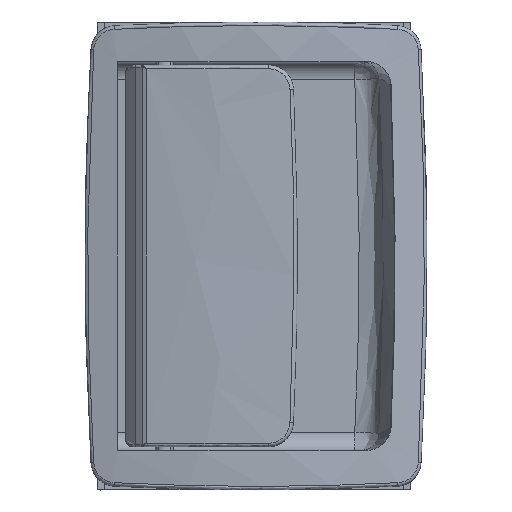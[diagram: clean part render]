
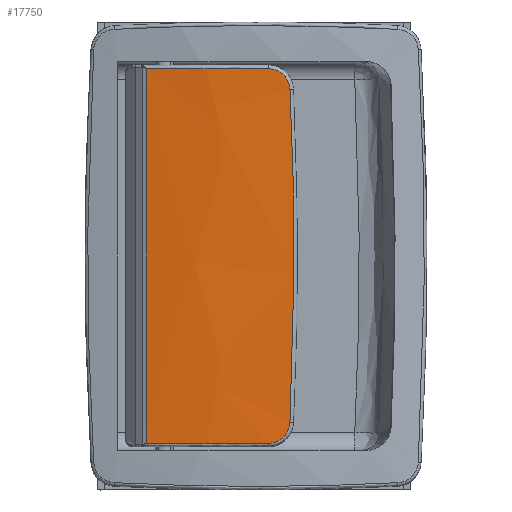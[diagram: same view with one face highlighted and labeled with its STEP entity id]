
A CAD part, front view. The second image highlights one B-rep face of the part: STEP entity #17750.
In plain terms, the highlighted free-form (B-spline) face has degree [1, 2] with [2, 3] control points.
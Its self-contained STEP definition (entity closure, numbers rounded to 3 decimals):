
#15016=CARTESIAN_POINT('',(16.994,-8.048,-52.));
#15017=VERTEX_POINT('',#15016);
#15292=CARTESIAN_POINT('',(16.994,-8.048,52.));
#15293=VERTEX_POINT('',#15292);
#15477=CARTESIAN_POINT('',(50.912,-10.47,-52.));
#15478=VERTEX_POINT('',#15477);
#15489=CARTESIAN_POINT('',(16.994,-8.048,-52.));
#15490=CARTESIAN_POINT('',(33.844,-10.774,-52.));
#15491=CARTESIAN_POINT('',(50.912,-10.47,-52.));
#15499=(BOUNDED_CURVE()B_SPLINE_CURVE(2,(#15489,#15490,#15491),.UNSPECIFIED.,.F.,.U.)CURVE()GEOMETRIC_REPRESENTATION_ITEM()QUASI_UNIFORM_CURVE()RATIONAL_B_SPLINE_CURVE((1.0,0.996,1.0))REPRESENTATION_ITEM(''));
#15500=EDGE_CURVE('',#15017,#15478,#15499,.T.);
#15643=CARTESIAN_POINT('',(56.936,-10.267,-46.288));
#15644=VERTEX_POINT('',#15643);
#15657=CARTESIAN_POINT('',(50.912,-10.47,-52.));
#15658=CARTESIAN_POINT('',(51.627,-10.451,-52.003));
#15659=CARTESIAN_POINT('',(52.82,-10.419,-51.79));
#15660=CARTESIAN_POINT('',(54.232,-10.377,-51.067));
#15661=CARTESIAN_POINT('',(55.288,-10.342,-50.2));
#15662=CARTESIAN_POINT('',(56.028,-10.315,-49.253));
#15663=CARTESIAN_POINT('',(56.688,-10.287,-47.924));
#15664=CARTESIAN_POINT('',(56.903,-10.273,-46.956));
#15665=CARTESIAN_POINT('',(56.936,-10.267,-46.288));
#15666=B_SPLINE_CURVE_WITH_KNOTS('',3,(#15657,#15658,#15659,#15660,#15661,#15662,#15663,#15664,#15665),.UNSPECIFIED.,.F.,.U.,(4,1,1,1,1,1,4),(0.,2.148,3.58,4.725,6.229,7.159,9.164),.UNSPECIFIED.);
#15667=EDGE_CURVE('',#15478,#15644,#15666,.T.);
#15705=CARTESIAN_POINT('',(50.912,-10.47,52.));
#15706=VERTEX_POINT('',#15705);
#15707=CARTESIAN_POINT('',(50.912,-10.47,52.));
#15708=CARTESIAN_POINT('',(33.844,-10.774,52.));
#15709=CARTESIAN_POINT('',(16.994,-8.048,52.));
#15717=(BOUNDED_CURVE()B_SPLINE_CURVE(2,(#15707,#15708,#15709),.UNSPECIFIED.,.F.,.U.)CURVE()GEOMETRIC_REPRESENTATION_ITEM()QUASI_UNIFORM_CURVE()RATIONAL_B_SPLINE_CURVE((1.0,0.996,1.0))REPRESENTATION_ITEM(''));
#15718=EDGE_CURVE('',#15706,#15293,#15717,.T.);
#15940=CARTESIAN_POINT('',(56.936,-10.267,46.288));
#15941=VERTEX_POINT('',#15940);
#15968=CARTESIAN_POINT('',(56.936,-10.267,46.288));
#15969=CARTESIAN_POINT('',(56.903,-10.274,46.956));
#15970=CARTESIAN_POINT('',(56.693,-10.288,47.9));
#15971=CARTESIAN_POINT('',(56.114,-10.313,49.082));
#15972=CARTESIAN_POINT('',(55.492,-10.337,49.962));
#15973=CARTESIAN_POINT('',(54.499,-10.37,50.903));
#15974=CARTESIAN_POINT('',(53.342,-10.405,51.548));
#15975=CARTESIAN_POINT('',(52.081,-10.44,51.923));
#15976=CARTESIAN_POINT('',(51.341,-10.459,52.001));
#15977=CARTESIAN_POINT('',(50.912,-10.47,52.));
#15978=B_SPLINE_CURVE_WITH_KNOTS('',3,(#15968,#15969,#15970,#15971,#15972,#15973,#15974,#15975,#15976,#15977),.UNSPECIFIED.,.F.,.U.,(4,1,1,1,1,1,1,4),(0.,2.004,2.863,3.937,5.226,6.944,7.875,9.163),.UNSPECIFIED.);
#15979=EDGE_CURVE('',#15941,#15706,#15978,.T.);
#16042=CARTESIAN_POINT('',(56.936,-10.267,-46.288));
#16043=CARTESIAN_POINT('',(57.123,-10.258,-42.433));
#16044=CARTESIAN_POINT('',(57.286,-10.249,-38.578));
#16045=CARTESIAN_POINT('',(57.566,-10.235,-30.865));
#16046=CARTESIAN_POINT('',(57.682,-10.228,-27.008));
#16047=CARTESIAN_POINT('',(57.962,-10.213,-15.436));
#16048=CARTESIAN_POINT('',(58.055,-10.208,-7.719));
#16049=CARTESIAN_POINT('',(58.055,-10.208,7.719));
#16050=CARTESIAN_POINT('',(57.962,-10.213,15.436));
#16051=CARTESIAN_POINT('',(57.682,-10.228,27.008));
#16052=CARTESIAN_POINT('',(57.566,-10.235,30.865));
#16053=CARTESIAN_POINT('',(57.286,-10.249,38.578));
#16054=CARTESIAN_POINT('',(57.123,-10.258,42.433));
#16055=CARTESIAN_POINT('',(56.936,-10.267,46.288));
#16056=B_SPLINE_CURVE_WITH_KNOTS('',3,(#16042,#16043,#16044,#16045,#16046,#16047,#16048,#16049,#16050,#16051,#16052,#16053,#16054,#16055),.UNSPECIFIED.,.F.,.U.,(4,2,2,2,2,2,4),(0.0,0.125,0.25,0.5,0.75,0.875,1.0),.UNSPECIFIED.);
#16057=EDGE_CURVE('',#15644,#15941,#16056,.T.);
#17382=CARTESIAN_POINT('',(16.994,-8.048,-52.));
#17383=CARTESIAN_POINT('',(16.994,-8.048,52.));
#17384=QUASI_UNIFORM_CURVE('',1,(#17382,#17383),.UNSPECIFIED.,.F.,.U.);
#17385=EDGE_CURVE('',#15017,#15293,#17384,.T.);
#17728=CARTESIAN_POINT('',(60.102,-10.084,-54.6));
#17729=CARTESIAN_POINT('',(60.102,-10.084,54.665));
#17730=CARTESIAN_POINT('',(37.393,-11.585,-54.6));
#17731=CARTESIAN_POINT('',(37.393,-11.585,54.665));
#17732=CARTESIAN_POINT('',(14.966,-7.709,-54.6));
#17733=CARTESIAN_POINT('',(14.966,-7.709,54.665));
#17741=(BOUNDED_SURFACE()B_SPLINE_SURFACE(1,2,((#17728,#17730,#17732),(#17729,#17731,#17733)),.UNSPECIFIED.,.F.,.F.,.U.)B_SPLINE_SURFACE_WITH_KNOTS((2,2),(3,3),(0.0,109.265),(5.123,50.486),.UNSPECIFIED.)GEOMETRIC_REPRESENTATION_ITEM()RATIONAL_B_SPLINE_SURFACE(((0.998,0.99,0.996),(0.998,0.99,0.996)))REPRESENTATION_ITEM('')SURFACE());
#17742=ORIENTED_EDGE('',*,*,#17385,.F.);
#17743=ORIENTED_EDGE('',*,*,#15500,.T.);
#17744=ORIENTED_EDGE('',*,*,#15667,.T.);
#17745=ORIENTED_EDGE('',*,*,#16057,.T.);
#17746=ORIENTED_EDGE('',*,*,#15979,.T.);
#17747=ORIENTED_EDGE('',*,*,#15718,.T.);
#17748=EDGE_LOOP('',(#17742,#17743,#17744,#17745,#17746,#17747));
#17749=FACE_OUTER_BOUND('',#17748,.T.);
#17750=ADVANCED_FACE('',(#17749),#17741,.T.);
